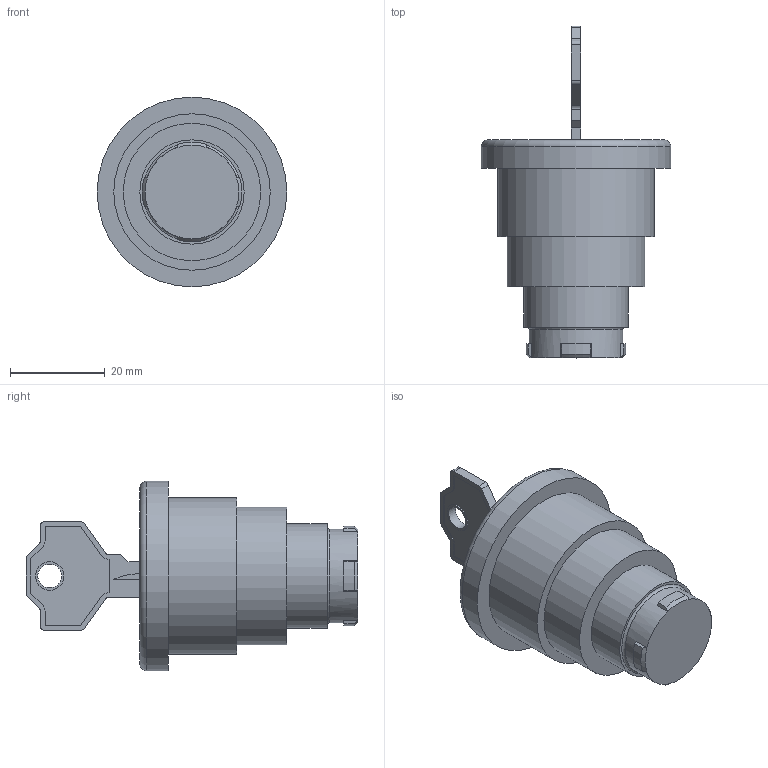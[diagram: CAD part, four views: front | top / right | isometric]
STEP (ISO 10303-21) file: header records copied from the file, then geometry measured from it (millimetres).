
FILE_DESCRIPTION(/* description */ ('STEP AP203'),/* implementation_level */ '2;1');
FILE_NAME(/* name */ 'ECX 1141',/* time_stamp */ '2025-06-10T15:22:36+02:00',/* author */ ('License CC BY-ND 4.0'),/* organization */ ('CADENAS'),/* preprocessor_version */ 'ST-DEVELOPER v19.3',/* originating_system */ 'PARTsolutions',/* authorisation */ ' ');
FILE_SCHEMA (('CONFIG_CONTROL_DESIGN'));
Length unit declared in the file: millimetre
Products named in the file (2): ECX 1141; ECX 1141(button)
Assembly tree (1 placements, depth 2):
  ECX 1141
    ECX 1141(button)
Bounding box: 40 x 70 x 40 mm (x, y, z)
Volume: 32679.5 mm3; surface area: 7641.1 mm2
Topology: 1 solids, 1 shells, 103 faces, 261 edges, 170 vertices
Faces by surface type: plane 62, cylinder 33, cone 4, torus 4
Full cylindrical faces by diameter (mm): 5 x1, 6 x2, 16 x1, 19.8 x1, 22 x1, 29 x1, 33 x1, 40 x1
Entity records: 3802 total; most frequent: CARTESIAN_POINT 545, DIRECTION 530, ORIENTED_EDGE 494, EDGE_CURVE 247, AXIS2_PLACEMENT_3D 186, VERTEX_POINT 169, LINE 158, VECTOR 158
